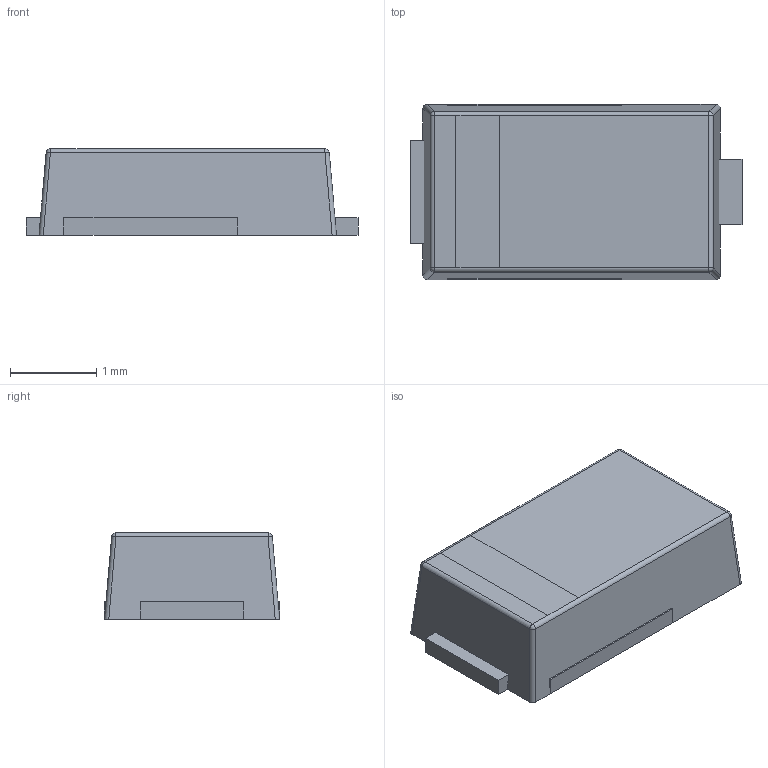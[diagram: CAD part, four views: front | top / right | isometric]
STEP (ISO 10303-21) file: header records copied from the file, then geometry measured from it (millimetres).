
FILE_DESCRIPTION(/* description */ (''),/* implementation_level */ '2;1');
FILE_NAME(/* name */ 'Vishay SMP.step',/* time_stamp */ '2023-03-24T21:19:35Z',/* author */ (''),/* organization */ (''),/* preprocessor_version */ 'ST-DEVELOPER v19.2',/* originating_system */ 'Autodesk Translation Framework v11.17.0.187',/* authorisation */ '');
FILE_SCHEMA (('AUTOMOTIVE_DESIGN { 1 0 10303 214 3 1 1 }'));
Length unit declared in the file: millimetre
Products named in the file (1): Vishay SMP
Bounding box: 3.85 x 2.03 x 1 mm (x, y, z)
Volume: 6.6 mm3; surface area: 24.5 mm2
Topology: 1 solids, 1 shells, 40 faces, 98 edges, 56 vertices
Faces by surface type: plane 28, cylinder 8, sphere 4
Entity records: 1187 total; most frequent: DIRECTION 192, CARTESIAN_POINT 191, ORIENTED_EDGE 188, EDGE_CURVE 94, LINE 78, VECTOR 78, AXIS2_PLACEMENT_3D 57, VERTEX_POINT 56
